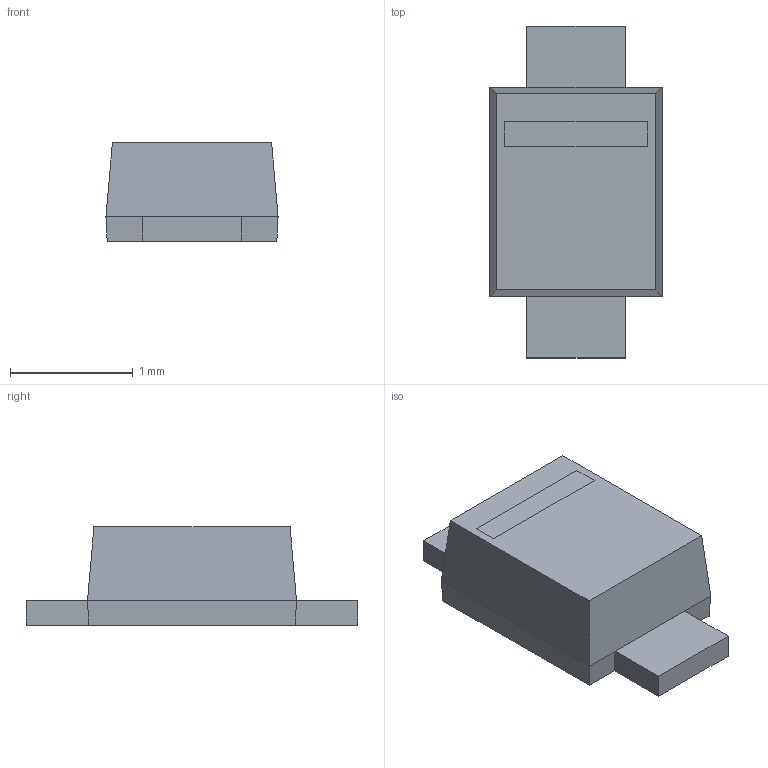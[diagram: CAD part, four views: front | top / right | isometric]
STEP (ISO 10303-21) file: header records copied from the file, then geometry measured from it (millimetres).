
FILE_DESCRIPTION(/* description */ (''),/* implementation_level */ '2;1');
FILE_NAME(/* name */ 'ROHM_RF05VYM1SFH.stp',/* time_stamp */ '2016-09-07T16:01:53+02:00',/* author */ ('riccim'),/* organization */ ('SolidWorks'),/* preprocessor_version */ 'ST-DEVELOPER v15.5',/* originating_system */ 'AutoCAD Mechanical',/* authorisation */ ' ');
FILE_SCHEMA (('AUTOMOTIVE_DESIGN { 1 0 10303 214 3 1 1 }'));
Length unit declared in the file: millimetre
Products named in the file (1): Product
Bounding box: 1.4 x 2.7 x 0.8 mm (x, y, z)
Volume: 2 mm3; surface area: 18.1 mm2
Topology: 5 solids, 5 shells, 39 faces, 84 edges, 56 vertices
Faces by surface type: plane 39
Entity records: 1073 total; most frequent: CARTESIAN_POINT 180, ORIENTED_EDGE 168, DIRECTION 164, LINE 84, VECTOR 84, EDGE_CURVE 84, VERTEX_POINT 56, EDGE_LOOP 40
